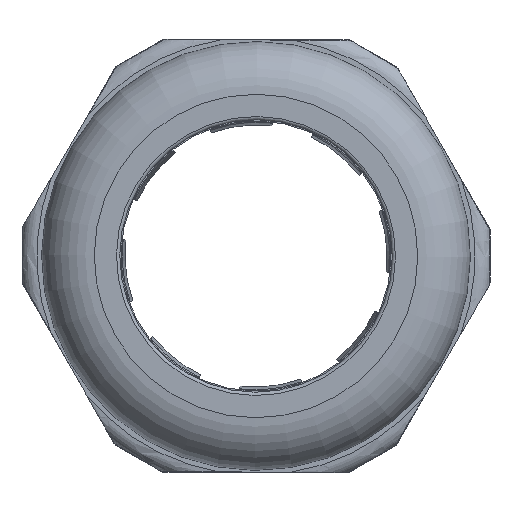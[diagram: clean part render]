
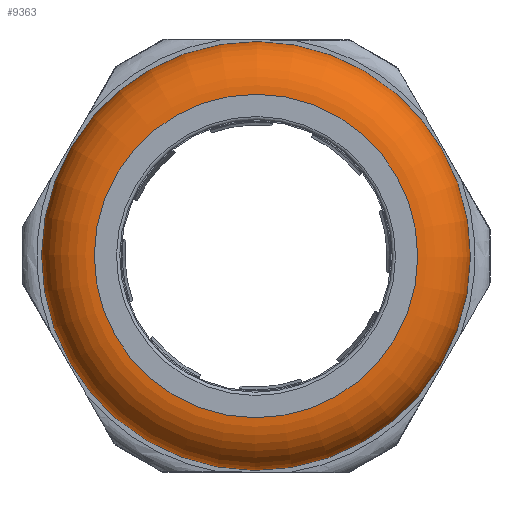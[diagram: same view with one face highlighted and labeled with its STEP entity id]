
A CAD part, left-side view. The second image highlights one B-rep face of the part: STEP entity #9363.
In plain terms, the highlighted toroidal (fillet/blend) face has major radius 14.97 mm and minor radius 4.88 mm.
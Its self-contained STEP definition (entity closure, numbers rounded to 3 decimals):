
#134=TOROIDAL_SURFACE('',#10010,14.97,4.88);
#196=FACE_BOUND('',#1506,.T.);
#958=FACE_OUTER_BOUND('',#1505,.T.);
#1505=EDGE_LOOP('',(#6483));
#1506=EDGE_LOOP('',(#6484));
#3445=CIRCLE('',#10001,14.97);
#3449=CIRCLE('',#10011,19.85);
#3902=VERTEX_POINT('',#16465);
#3906=VERTEX_POINT('',#16479);
#4921=EDGE_CURVE('',#3902,#3902,#3445,.T.);
#4925=EDGE_CURVE('',#3906,#3906,#3449,.T.);
#6483=ORIENTED_EDGE('',*,*,#4921,.T.);
#6484=ORIENTED_EDGE('',*,*,#4925,.F.);
#9363=ADVANCED_FACE('',(#958,#196),#134,.T.);
#10001=AXIS2_PLACEMENT_3D('',#16466,#11068,#11069);
#10010=AXIS2_PLACEMENT_3D('',#16478,#11086,#11087);
#10011=AXIS2_PLACEMENT_3D('',#16480,#11088,#11089);
#11068=DIRECTION('center_axis',(1.,0.,0.));
#11069=DIRECTION('ref_axis',(0.,0.,-1.));
#11086=DIRECTION('center_axis',(1.,0.,0.));
#11087=DIRECTION('ref_axis',(0.,0.,-1.));
#11088=DIRECTION('center_axis',(1.,0.,0.));
#11089=DIRECTION('ref_axis',(0.,0.,-1.));
#16465=CARTESIAN_POINT('',(-27.23,14.97,0.));
#16466=CARTESIAN_POINT('Origin',(-27.23,0.,0.));
#16478=CARTESIAN_POINT('Origin',(-22.35,0.,0.));
#16479=CARTESIAN_POINT('',(-22.35,19.85,0.));
#16480=CARTESIAN_POINT('Origin',(-22.35,0.,0.));
